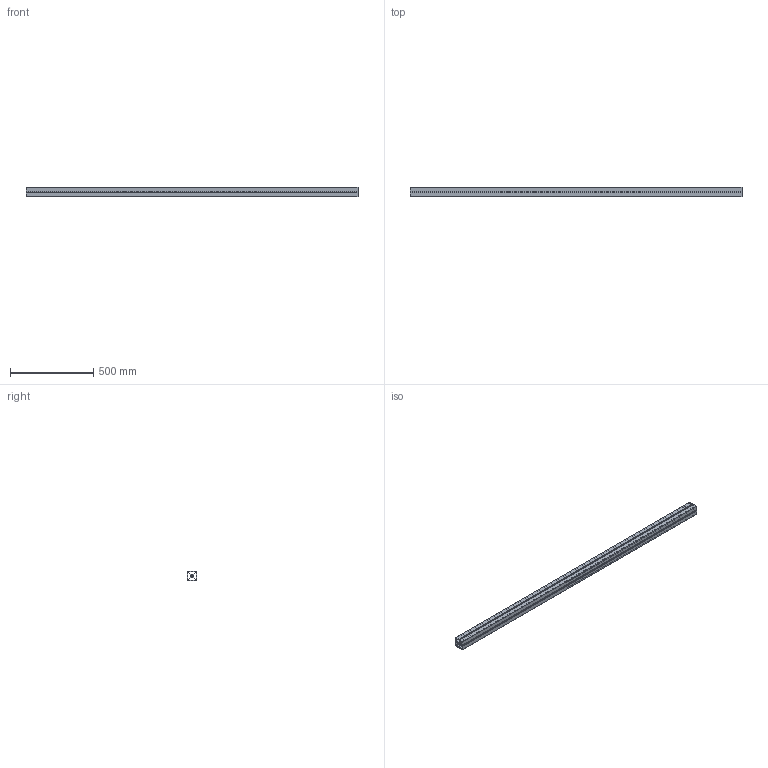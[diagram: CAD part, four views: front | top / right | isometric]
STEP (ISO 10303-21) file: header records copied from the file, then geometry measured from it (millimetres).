
FILE_DESCRIPTION((''),'2;1');
FILE_NAME('RAIL','2024-09-30T15:20:56',('prajw_6w47uuq'),(''),'CREO PARAMETRIC BY PTC INC, 2021284','CREO PARAMETRIC BY PTC INC, 2021284','');
FILE_SCHEMA(('CONFIG_CONTROL_DESIGN'));
Length unit declared in the file: inch
Products named in the file (1): RAIL
Bounding box: 2000 x 59.99 x 59.99 mm (x, y, z)
Volume: 2748531.4 mm3; surface area: 1251757.1 mm2
Topology: 1 solids, 1 shells, 76 faces, 222 edges, 148 vertices
Faces by surface type: plane 38, cylinder 38
Entity records: 2586 total; most frequent: DIRECTION 450, CARTESIAN_POINT 446, ORIENTED_EDGE 444, EDGE_CURVE 222, AXIS2_PLACEMENT_3D 152, VERTEX_POINT 148, VECTOR 146, LINE 146
